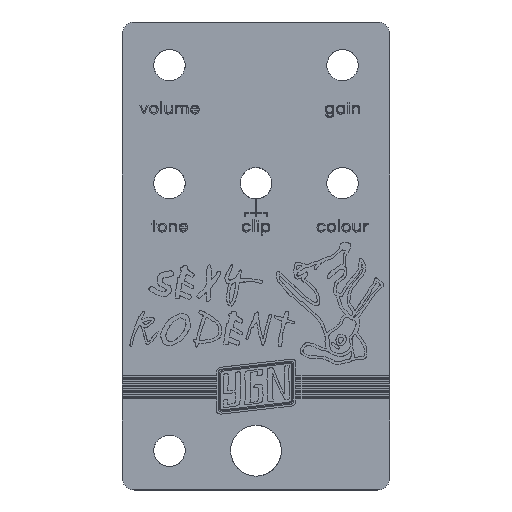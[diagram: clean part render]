
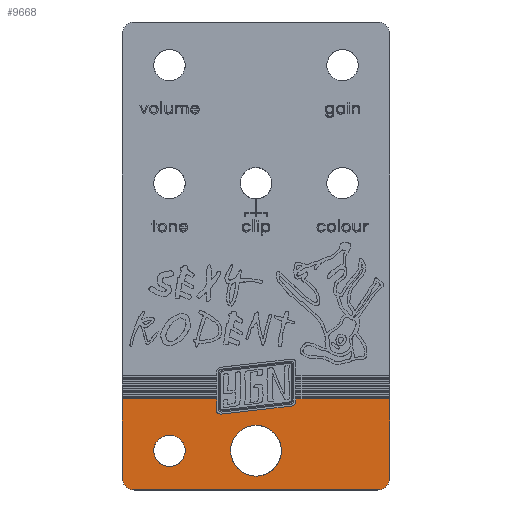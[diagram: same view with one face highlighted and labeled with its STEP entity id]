
A CAD part, top view. The second image highlights one B-rep face of the part: STEP entity #9668.
In plain terms, the highlighted planar face has unit normal (0, 0, 1).
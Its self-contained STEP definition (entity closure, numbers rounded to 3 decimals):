
#94 = EDGE_CURVE('',#95,#97,#99,.T.);
#95 = VERTEX_POINT('',#96);
#96 = CARTESIAN_POINT('',(0.,-116.,0.));
#97 = VERTEX_POINT('',#98);
#98 = CARTESIAN_POINT('',(0.,-95.845,0.));
#99 = LINE('',#100,#101);
#100 = CARTESIAN_POINT('',(0.,-116.,0.));
#101 = VECTOR('',#102,1.);
#102 = DIRECTION('',(0.,1.,0.));
#9668 = ADVANCED_FACE('',(#9669,#9757,#9795),#9829,.T.);
#9669 = FACE_BOUND('',#9670,.T.);
#9670 = EDGE_LOOP('',(#9671,#9678,#9679,#9688,#9696,#9705,#9713,#9720,
    #9727,#9736,#9743,#9752));
#9671 = ORIENTED_EDGE('',*,*,#9672,.F.);
#9672 = EDGE_CURVE('',#97,#9673,#9675,.T.);
#9673 = VERTEX_POINT('',#9674);
#9674 = CARTESIAN_POINT('',(23.965,-95.845,0.));
#9675 = B_SPLINE_CURVE_WITH_KNOTS('',1,(#9676,#9677),.UNSPECIFIED.,.F.,
  .F.,(2,2),(0.,24.009),.PIECEWISE_BEZIER_KNOTS.);
#9676 = CARTESIAN_POINT('',(-0.044,-95.845,0.));
#9677 = CARTESIAN_POINT('',(23.965,-95.845,0.));
#9678 = ORIENTED_EDGE('',*,*,#94,.F.);
#9679 = ORIENTED_EDGE('',*,*,#9680,.T.);
#9680 = EDGE_CURVE('',#95,#9681,#9683,.T.);
#9681 = VERTEX_POINT('',#9682);
#9682 = CARTESIAN_POINT('',(3.,-119.,0.));
#9683 = CIRCLE('',#9684,3.);
#9684 = AXIS2_PLACEMENT_3D('',#9685,#9686,#9687);
#9685 = CARTESIAN_POINT('',(3.,-116.,0.));
#9686 = DIRECTION('',(0.,0.,1.));
#9687 = DIRECTION('',(1.,0.,0.));
#9688 = ORIENTED_EDGE('',*,*,#9689,.F.);
#9689 = EDGE_CURVE('',#9690,#9681,#9692,.T.);
#9690 = VERTEX_POINT('',#9691);
#9691 = CARTESIAN_POINT('',(65.,-119.,0.));
#9692 = LINE('',#9693,#9694);
#9693 = CARTESIAN_POINT('',(65.,-119.,0.));
#9694 = VECTOR('',#9695,1.);
#9695 = DIRECTION('',(-1.,0.,0.));
#9696 = ORIENTED_EDGE('',*,*,#9697,.T.);
#9697 = EDGE_CURVE('',#9690,#9698,#9700,.T.);
#9698 = VERTEX_POINT('',#9699);
#9699 = CARTESIAN_POINT('',(68.,-116.,0.));
#9700 = CIRCLE('',#9701,3.);
#9701 = AXIS2_PLACEMENT_3D('',#9702,#9703,#9704);
#9702 = CARTESIAN_POINT('',(65.,-116.,0.));
#9703 = DIRECTION('',(0.,0.,1.));
#9704 = DIRECTION('',(1.,0.,0.));
#9705 = ORIENTED_EDGE('',*,*,#9706,.F.);
#9706 = EDGE_CURVE('',#9707,#9698,#9709,.T.);
#9707 = VERTEX_POINT('',#9708);
#9708 = CARTESIAN_POINT('',(68.,-95.845,0.));
#9709 = LINE('',#9710,#9711);
#9710 = CARTESIAN_POINT('',(68.,-3.,0.));
#9711 = VECTOR('',#9712,1.);
#9712 = DIRECTION('',(0.,-1.,0.));
#9713 = ORIENTED_EDGE('',*,*,#9714,.F.);
#9714 = EDGE_CURVE('',#9715,#9707,#9717,.T.);
#9715 = VERTEX_POINT('',#9716);
#9716 = CARTESIAN_POINT('',(44.159,-95.845,0.));
#9717 = B_SPLINE_CURVE_WITH_KNOTS('',1,(#9718,#9719),.UNSPECIFIED.,.F.,
  .F.,(2,2),(0.,23.885),.PIECEWISE_BEZIER_KNOTS.);
#9718 = CARTESIAN_POINT('',(44.159,-95.845,0.));
#9719 = CARTESIAN_POINT('',(68.044,-95.845,0.));
#9720 = ORIENTED_EDGE('',*,*,#9721,.F.);
#9721 = EDGE_CURVE('',#9722,#9715,#9724,.T.);
#9722 = VERTEX_POINT('',#9723);
#9723 = CARTESIAN_POINT('',(44.159,-96.463,0.));
#9724 = B_SPLINE_CURVE_WITH_KNOTS('',1,(#9725,#9726),.UNSPECIFIED.,.F.,
  .F.,(2,2),(0.,0.618),.PIECEWISE_BEZIER_KNOTS.);
#9725 = CARTESIAN_POINT('',(44.159,-96.463,0.));
#9726 = CARTESIAN_POINT('',(44.159,-95.845,0.));
#9727 = ORIENTED_EDGE('',*,*,#9728,.F.);
#9728 = EDGE_CURVE('',#9729,#9722,#9731,.T.);
#9729 = VERTEX_POINT('',#9730);
#9730 = CARTESIAN_POINT('',(42.943,-97.672,0.));
#9731 = B_SPLINE_CURVE_WITH_KNOTS('',3,(#9732,#9733,#9734,#9735),
  .UNSPECIFIED.,.F.,.F.,(4,4),(0.,1.),.PIECEWISE_BEZIER_KNOTS.);
#9732 = CARTESIAN_POINT('',(42.943,-97.672,0.));
#9733 = CARTESIAN_POINT('',(43.591,-97.598,0.));
#9734 = CARTESIAN_POINT('',(44.159,-97.078,0.));
#9735 = CARTESIAN_POINT('',(44.159,-96.463,0.));
#9736 = ORIENTED_EDGE('',*,*,#9737,.F.);
#9737 = EDGE_CURVE('',#9738,#9729,#9740,.T.);
#9738 = VERTEX_POINT('',#9739);
#9739 = CARTESIAN_POINT('',(25.179,-99.705,0.));
#9740 = B_SPLINE_CURVE_WITH_KNOTS('',1,(#9741,#9742),.UNSPECIFIED.,.F.,
  .F.,(2,2),(0.,17.88),.PIECEWISE_BEZIER_KNOTS.);
#9741 = CARTESIAN_POINT('',(25.179,-99.705,0.));
#9742 = CARTESIAN_POINT('',(42.943,-97.672,0.));
#9743 = ORIENTED_EDGE('',*,*,#9744,.F.);
#9744 = EDGE_CURVE('',#9745,#9738,#9747,.T.);
#9745 = VERTEX_POINT('',#9746);
#9746 = CARTESIAN_POINT('',(23.965,-98.774,0.));
#9747 = B_SPLINE_CURVE_WITH_KNOTS('',3,(#9748,#9749,#9750,#9751),
  .UNSPECIFIED.,.F.,.F.,(4,4),(0.,1.),.PIECEWISE_BEZIER_KNOTS.);
#9748 = CARTESIAN_POINT('',(23.965,-98.774,0.));
#9749 = CARTESIAN_POINT('',(23.965,-99.388,0.));
#9750 = CARTESIAN_POINT('',(24.532,-99.779,0.));
#9751 = CARTESIAN_POINT('',(25.179,-99.705,0.));
#9752 = ORIENTED_EDGE('',*,*,#9753,.F.);
#9753 = EDGE_CURVE('',#9673,#9745,#9754,.T.);
#9754 = B_SPLINE_CURVE_WITH_KNOTS('',1,(#9755,#9756),.UNSPECIFIED.,.F.,
  .F.,(2,2),(0.,2.929),.PIECEWISE_BEZIER_KNOTS.);
#9755 = CARTESIAN_POINT('',(23.965,-95.845,0.));
#9756 = CARTESIAN_POINT('',(23.965,-98.774,0.));
#9757 = FACE_BOUND('',#9758,.T.);
#9758 = EDGE_LOOP('',(#9759,#9770,#9779,#9788));
#9759 = ORIENTED_EDGE('',*,*,#9760,.F.);
#9760 = EDGE_CURVE('',#9761,#9763,#9765,.T.);
#9761 = VERTEX_POINT('',#9762);
#9762 = CARTESIAN_POINT('',(16.,-109.02,0.));
#9763 = VERTEX_POINT('',#9764);
#9764 = CARTESIAN_POINT('',(12.,-105.02,0.));
#9765 = B_SPLINE_CURVE_WITH_KNOTS('',3,(#9766,#9767,#9768,#9769),
  .UNSPECIFIED.,.F.,.F.,(4,4),(0.,1.),.PIECEWISE_BEZIER_KNOTS.);
#9766 = CARTESIAN_POINT('',(16.,-109.02,0.));
#9767 = CARTESIAN_POINT('',(16.,-106.811,0.));
#9768 = CARTESIAN_POINT('',(14.209,-105.02,0.));
#9769 = CARTESIAN_POINT('',(12.,-105.02,0.));
#9770 = ORIENTED_EDGE('',*,*,#9771,.F.);
#9771 = EDGE_CURVE('',#9772,#9761,#9774,.T.);
#9772 = VERTEX_POINT('',#9773);
#9773 = CARTESIAN_POINT('',(12.,-113.02,0.));
#9774 = B_SPLINE_CURVE_WITH_KNOTS('',3,(#9775,#9776,#9777,#9778),
  .UNSPECIFIED.,.F.,.F.,(4,4),(0.,1.),.PIECEWISE_BEZIER_KNOTS.);
#9775 = CARTESIAN_POINT('',(12.,-113.02,0.));
#9776 = CARTESIAN_POINT('',(14.209,-113.02,0.));
#9777 = CARTESIAN_POINT('',(16.,-111.229,0.));
#9778 = CARTESIAN_POINT('',(16.,-109.02,0.));
#9779 = ORIENTED_EDGE('',*,*,#9780,.F.);
#9780 = EDGE_CURVE('',#9781,#9772,#9783,.T.);
#9781 = VERTEX_POINT('',#9782);
#9782 = CARTESIAN_POINT('',(8.,-109.02,0.));
#9783 = B_SPLINE_CURVE_WITH_KNOTS('',3,(#9784,#9785,#9786,#9787),
  .UNSPECIFIED.,.F.,.F.,(4,4),(0.,1.),.PIECEWISE_BEZIER_KNOTS.);
#9784 = CARTESIAN_POINT('',(8.,-109.02,0.));
#9785 = CARTESIAN_POINT('',(8.,-111.229,0.));
#9786 = CARTESIAN_POINT('',(9.791,-113.02,0.));
#9787 = CARTESIAN_POINT('',(12.,-113.02,0.));
#9788 = ORIENTED_EDGE('',*,*,#9789,.F.);
#9789 = EDGE_CURVE('',#9763,#9781,#9790,.T.);
#9790 = B_SPLINE_CURVE_WITH_KNOTS('',3,(#9791,#9792,#9793,#9794),
  .UNSPECIFIED.,.F.,.F.,(4,4),(0.,1.),.PIECEWISE_BEZIER_KNOTS.);
#9791 = CARTESIAN_POINT('',(12.,-105.02,0.));
#9792 = CARTESIAN_POINT('',(9.791,-105.02,0.));
#9793 = CARTESIAN_POINT('',(8.,-106.811,0.));
#9794 = CARTESIAN_POINT('',(8.,-109.02,0.));
#9795 = FACE_BOUND('',#9796,.T.);
#9796 = EDGE_LOOP('',(#9797,#9807,#9815,#9823));
#9797 = ORIENTED_EDGE('',*,*,#9798,.T.);
#9798 = EDGE_CURVE('',#9799,#9801,#9803,.T.);
#9799 = VERTEX_POINT('',#9800);
#9800 = CARTESIAN_POINT('',(34.001,-102.573,0.));
#9801 = VERTEX_POINT('',#9802);
#9802 = CARTESIAN_POINT('',(40.447,-109.019,0.));
#9803 = ( BOUNDED_CURVE() B_SPLINE_CURVE(2,(#9804,#9805,#9806),
.UNSPECIFIED.,.F.,.F.) B_SPLINE_CURVE_WITH_KNOTS((3,3),(0.,
1.571),.PIECEWISE_BEZIER_KNOTS.) CURVE() 
GEOMETRIC_REPRESENTATION_ITEM() RATIONAL_B_SPLINE_CURVE((1.,
0.707,1.)) REPRESENTATION_ITEM('') );
#9804 = CARTESIAN_POINT('',(34.001,-102.573,0.));
#9805 = CARTESIAN_POINT('',(40.447,-102.573,0.));
#9806 = CARTESIAN_POINT('',(40.447,-109.019,0.));
#9807 = ORIENTED_EDGE('',*,*,#9808,.T.);
#9808 = EDGE_CURVE('',#9801,#9809,#9811,.T.);
#9809 = VERTEX_POINT('',#9810);
#9810 = CARTESIAN_POINT('',(34.001,-115.465,0.));
#9811 = ( BOUNDED_CURVE() B_SPLINE_CURVE(2,(#9812,#9813,#9814),
.UNSPECIFIED.,.F.,.F.) B_SPLINE_CURVE_WITH_KNOTS((3,3),(0.,1.571
),.PIECEWISE_BEZIER_KNOTS.) CURVE() GEOMETRIC_REPRESENTATION_ITEM() 
RATIONAL_B_SPLINE_CURVE((1.,0.707,1.)) REPRESENTATION_ITEM('') 
  );
#9812 = CARTESIAN_POINT('',(40.447,-109.019,0.));
#9813 = CARTESIAN_POINT('',(40.447,-115.465,0.));
#9814 = CARTESIAN_POINT('',(34.001,-115.465,0.));
#9815 = ORIENTED_EDGE('',*,*,#9816,.T.);
#9816 = EDGE_CURVE('',#9809,#9817,#9819,.T.);
#9817 = VERTEX_POINT('',#9818);
#9818 = CARTESIAN_POINT('',(27.555,-109.019,0.));
#9819 = ( BOUNDED_CURVE() B_SPLINE_CURVE(2,(#9820,#9821,#9822),
.UNSPECIFIED.,.F.,.F.) B_SPLINE_CURVE_WITH_KNOTS((3,3),(0.,1.571
),.PIECEWISE_BEZIER_KNOTS.) CURVE() GEOMETRIC_REPRESENTATION_ITEM() 
RATIONAL_B_SPLINE_CURVE((1.,0.707,1.)) REPRESENTATION_ITEM('') 
  );
#9820 = CARTESIAN_POINT('',(34.001,-115.465,0.));
#9821 = CARTESIAN_POINT('',(27.555,-115.465,0.));
#9822 = CARTESIAN_POINT('',(27.555,-109.019,0.));
#9823 = ORIENTED_EDGE('',*,*,#9824,.T.);
#9824 = EDGE_CURVE('',#9817,#9799,#9825,.T.);
#9825 = ( BOUNDED_CURVE() B_SPLINE_CURVE(2,(#9826,#9827,#9828),
.UNSPECIFIED.,.F.,.F.) B_SPLINE_CURVE_WITH_KNOTS((3,3),(0.,
1.571),.PIECEWISE_BEZIER_KNOTS.) CURVE() 
GEOMETRIC_REPRESENTATION_ITEM() RATIONAL_B_SPLINE_CURVE((1.,
0.707,1.)) REPRESENTATION_ITEM('') );
#9826 = CARTESIAN_POINT('',(27.555,-109.019,0.));
#9827 = CARTESIAN_POINT('',(27.555,-102.573,0.));
#9828 = CARTESIAN_POINT('',(34.001,-102.573,0.));
#9829 = PLANE('',#9830);
#9830 = AXIS2_PLACEMENT_3D('',#9831,#9832,#9833);
#9831 = CARTESIAN_POINT('',(34.,-59.5,0.));
#9832 = DIRECTION('',(0.,0.,1.));
#9833 = DIRECTION('',(1.,0.,0.));
